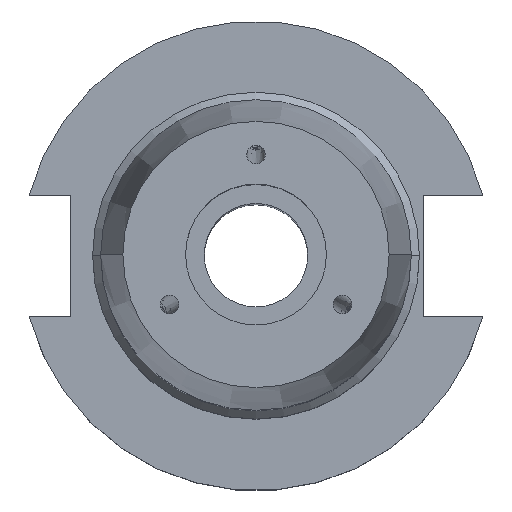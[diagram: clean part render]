
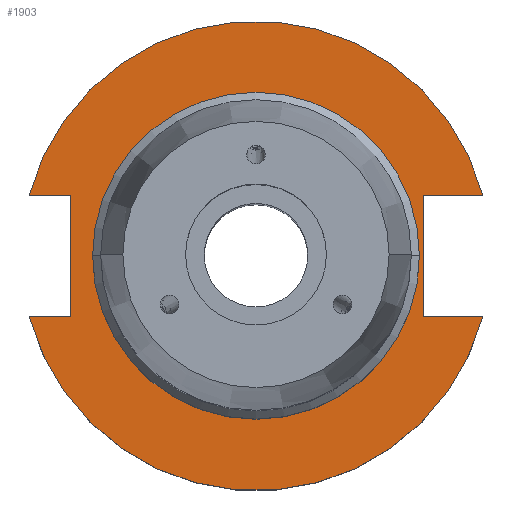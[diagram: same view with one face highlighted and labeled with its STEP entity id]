
A CAD part, top view. The second image highlights one B-rep face of the part: STEP entity #1903.
In plain terms, the highlighted planar face has unit normal (0, 0, 1).
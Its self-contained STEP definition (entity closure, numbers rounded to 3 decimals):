
#2 = AXIS2_PLACEMENT_3D ( 'NONE', #523, #911, #230 ) ;
#10 = AXIS2_PLACEMENT_3D ( 'NONE', #1732, #1779, #1786 ) ;
#30 = DIRECTION ( 'NONE',  ( 0., 0., 1. ) ) ;
#72 = DIRECTION ( 'NONE',  ( 1., 0., 0. ) ) ;
#77 = CIRCLE ( 'NONE', #924, 31.75 ) ;
#83 = EDGE_CURVE ( 'NONE', #758, #106, #77, .T. ) ;
#106 = VERTEX_POINT ( 'NONE', #2262 ) ;
#176 = CIRCLE ( 'NONE', #10, 22.1 ) ;
#188 = DIRECTION ( 'NONE',  ( 0., 0., 1. ) ) ;
#217 = DIRECTION ( 'NONE',  ( 1., 0., 0. ) ) ;
#230 = DIRECTION ( 'NONE',  ( -1., 0., 0. ) ) ;
#266 = VECTOR ( 'NONE', #2364, 1000. ) ;
#282 = CARTESIAN_POINT ( 'NONE',  ( -30.675, -8.191, 19.05 ) ) ;
#358 = EDGE_CURVE ( 'NONE', #758, #1403, #524, .T. ) ;
#364 = CARTESIAN_POINT ( 'NONE',  ( 0., 0., 19.05 ) ) ;
#368 = CARTESIAN_POINT ( 'NONE',  ( 0., 8.191, 19.05 ) ) ;
#409 = CARTESIAN_POINT ( 'NONE',  ( 22.1, 0., 19.05 ) ) ;
#523 = CARTESIAN_POINT ( 'NONE',  ( 0., 22.1, 19.05 ) ) ;
#524 = LINE ( 'NONE', #1899, #971 ) ;
#546 = EDGE_CURVE ( 'NONE', #1193, #1403, #1687, .T. ) ;
#550 = DIRECTION ( 'NONE',  ( 0., -1., 0. ) ) ;
#565 = CARTESIAN_POINT ( 'NONE',  ( 22.606, -8.191, 19.05 ) ) ;
#573 = CARTESIAN_POINT ( 'NONE',  ( 0., 0., 19.05 ) ) ;
#591 = ORIENTED_EDGE ( 'NONE', *, *, #1497, .F. ) ;
#594 = EDGE_LOOP ( 'NONE', ( #2276, #2031, #2292, #2356, #1070, #1074, #667, #2124 ) ) ;
#634 = VERTEX_POINT ( 'NONE', #1173 ) ;
#667 = ORIENTED_EDGE ( 'NONE', *, *, #1553, .T. ) ;
#669 = VECTOR ( 'NONE', #1389, 1000. ) ;
#683 = DIRECTION ( 'NONE',  ( -1., 0., 0. ) ) ;
#694 = ORIENTED_EDGE ( 'NONE', *, *, #1638, .F. ) ;
#719 = CARTESIAN_POINT ( 'NONE',  ( 22.606, 8.191, 19.05 ) ) ;
#726 = DIRECTION ( 'NONE',  ( 0., 0., 1. ) ) ;
#749 = LINE ( 'NONE', #2357, #266 ) ;
#758 = VERTEX_POINT ( 'NONE', #282 ) ;
#761 = CARTESIAN_POINT ( 'NONE',  ( -25.091, -8.191, 19.05 ) ) ;
#825 = DIRECTION ( 'NONE',  ( 1., 0., 0. ) ) ;
#826 = AXIS2_PLACEMENT_3D ( 'NONE', #364, #188, #825 ) ;
#829 = CARTESIAN_POINT ( 'NONE',  ( 30.675, 8.191, 19.05 ) ) ;
#898 = CARTESIAN_POINT ( 'NONE',  ( -25.091, 8.191, 19.05 ) ) ;
#902 = VERTEX_POINT ( 'NONE', #829 ) ;
#911 = DIRECTION ( 'NONE',  ( 0., 0., -1. ) ) ;
#924 = AXIS2_PLACEMENT_3D ( 'NONE', #1603, #30, #2080 ) ;
#971 = VECTOR ( 'NONE', #217, 1000. ) ;
#1070 = ORIENTED_EDGE ( 'NONE', *, *, #1117, .T. ) ;
#1074 = ORIENTED_EDGE ( 'NONE', *, *, #1813, .F. ) ;
#1117 = EDGE_CURVE ( 'NONE', #1455, #2130, #749, .T. ) ;
#1118 = CARTESIAN_POINT ( 'NONE',  ( -30.675, 8.191, 19.05 ) ) ;
#1173 = CARTESIAN_POINT ( 'NONE',  ( -22.1, 0., 19.05 ) ) ;
#1176 = VECTOR ( 'NONE', #550, 1000. ) ;
#1193 = VERTEX_POINT ( 'NONE', #898 ) ;
#1196 = LINE ( 'NONE', #1376, #2198 ) ;
#1306 = CARTESIAN_POINT ( 'NONE',  ( -61.091, 8.191, 19.05 ) ) ;
#1376 = CARTESIAN_POINT ( 'NONE',  ( 0., -8.191, 19.05 ) ) ;
#1379 = VECTOR ( 'NONE', #683, 1000. ) ;
#1389 = DIRECTION ( 'NONE',  ( 1., 0., 0. ) ) ;
#1403 = VERTEX_POINT ( 'NONE', #761 ) ;
#1455 = VERTEX_POINT ( 'NONE', #565 ) ;
#1464 = PLANE ( 'NONE',  #2 ) ;
#1470 = VERTEX_POINT ( 'NONE', #1118 ) ;
#1485 = EDGE_CURVE ( 'NONE', #1470, #1193, #1809, .T. ) ;
#1497 = EDGE_CURVE ( 'NONE', #634, #1519, #176, .T. ) ;
#1499 = CIRCLE ( 'NONE', #826, 31.75 ) ;
#1519 = VERTEX_POINT ( 'NONE', #409 ) ;
#1553 = EDGE_CURVE ( 'NONE', #902, #1470, #1499, .T. ) ;
#1603 = CARTESIAN_POINT ( 'NONE',  ( 0., 0., 19.05 ) ) ;
#1638 = EDGE_CURVE ( 'NONE', #1519, #634, #2318, .T. ) ;
#1687 = LINE ( 'NONE', #2408, #1176 ) ;
#1711 = FACE_OUTER_BOUND ( 'NONE', #594, .T. ) ;
#1732 = CARTESIAN_POINT ( 'NONE',  ( 0., 0., 19.05 ) ) ;
#1779 = DIRECTION ( 'NONE',  ( 0., 0., 1. ) ) ;
#1786 = DIRECTION ( 'NONE',  ( 1., 0., 0. ) ) ;
#1809 = LINE ( 'NONE', #1306, #669 ) ;
#1813 = EDGE_CURVE ( 'NONE', #902, #2130, #2368, .T. ) ;
#1899 = CARTESIAN_POINT ( 'NONE',  ( -61.091, -8.191, 19.05 ) ) ;
#1903 = ADVANCED_FACE ( 'NONE', ( #2249, #1711 ), #1464, .F. ) ;
#1916 = EDGE_CURVE ( 'NONE', #1455, #106, #1196, .T. ) ;
#1977 = AXIS2_PLACEMENT_3D ( 'NONE', #573, #726, #2063 ) ;
#2031 = ORIENTED_EDGE ( 'NONE', *, *, #358, .F. ) ;
#2063 = DIRECTION ( 'NONE',  ( 1., 0., 0. ) ) ;
#2080 = DIRECTION ( 'NONE',  ( 1., 0., 0. ) ) ;
#2124 = ORIENTED_EDGE ( 'NONE', *, *, #1485, .T. ) ;
#2130 = VERTEX_POINT ( 'NONE', #719 ) ;
#2194 = EDGE_LOOP ( 'NONE', ( #694, #591 ) ) ;
#2198 = VECTOR ( 'NONE', #72, 1000. ) ;
#2249 = FACE_BOUND ( 'NONE', #2194, .T. ) ;
#2262 = CARTESIAN_POINT ( 'NONE',  ( 30.675, -8.191, 19.05 ) ) ;
#2276 = ORIENTED_EDGE ( 'NONE', *, *, #546, .T. ) ;
#2292 = ORIENTED_EDGE ( 'NONE', *, *, #83, .T. ) ;
#2318 = CIRCLE ( 'NONE', #1977, 22.1 ) ;
#2356 = ORIENTED_EDGE ( 'NONE', *, *, #1916, .F. ) ;
#2357 = CARTESIAN_POINT ( 'NONE',  ( 22.606, 22.1, 19.05 ) ) ;
#2364 = DIRECTION ( 'NONE',  ( 0., 1., 0. ) ) ;
#2368 = LINE ( 'NONE', #368, #1379 ) ;
#2408 = CARTESIAN_POINT ( 'NONE',  ( -25.091, 8.191, 19.05 ) ) ;
